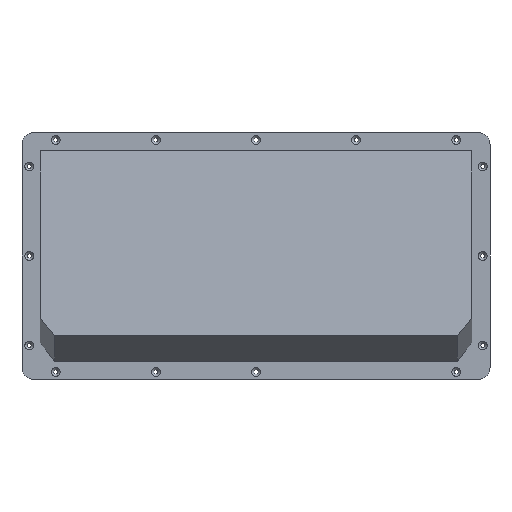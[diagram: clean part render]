
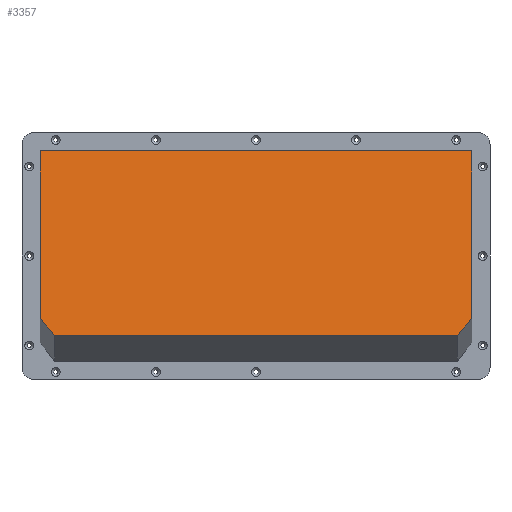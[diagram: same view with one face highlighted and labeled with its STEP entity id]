
A CAD part, front view. The second image highlights one B-rep face of the part: STEP entity #3357.
In plain terms, the highlighted planar face has unit normal (0, -0.99, 0.139).
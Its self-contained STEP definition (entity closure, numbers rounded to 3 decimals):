
#103=PLANE('',#3616);
#227=FACE_OUTER_BOUND('',#440,.T.);
#440=EDGE_LOOP('',(#2492,#2493,#2494,#2495,#2496,#2497));
#957=LINE('',#6631,#1191);
#961=LINE('',#6639,#1195);
#964=LINE('',#6645,#1198);
#965=LINE('',#6647,#1199);
#966=LINE('',#6649,#1200);
#967=LINE('',#6650,#1201);
#1191=VECTOR('',#4113,10.);
#1195=VECTOR('',#4119,10.);
#1198=VECTOR('',#4124,10.);
#1199=VECTOR('',#4125,10.);
#1200=VECTOR('',#4126,10.);
#1201=VECTOR('',#4127,10.);
#1553=VERTEX_POINT('',#6629);
#1554=VERTEX_POINT('',#6630);
#1557=VERTEX_POINT('',#6638);
#1559=VERTEX_POINT('',#6644);
#1560=VERTEX_POINT('',#6646);
#1561=VERTEX_POINT('',#6648);
#1929=EDGE_CURVE('',#1553,#1554,#957,.T.);
#1933=EDGE_CURVE('',#1557,#1554,#961,.T.);
#1936=EDGE_CURVE('',#1553,#1559,#964,.T.);
#1937=EDGE_CURVE('',#1559,#1560,#965,.T.);
#1938=EDGE_CURVE('',#1560,#1561,#966,.T.);
#1939=EDGE_CURVE('',#1557,#1561,#967,.T.);
#2492=ORIENTED_EDGE('',*,*,#1929,.F.);
#2493=ORIENTED_EDGE('',*,*,#1936,.T.);
#2494=ORIENTED_EDGE('',*,*,#1937,.T.);
#2495=ORIENTED_EDGE('',*,*,#1938,.T.);
#2496=ORIENTED_EDGE('',*,*,#1939,.F.);
#2497=ORIENTED_EDGE('',*,*,#1933,.T.);
#3357=ADVANCED_FACE('',(#227),#103,.F.);
#3616=AXIS2_PLACEMENT_3D('',#6643,#4122,#4123);
#4113=DIRECTION('',(-0.659,-0.105,-0.745));
#4119=DIRECTION('',(1.,0.,0.));
#4122=DIRECTION('center_axis',(0.,0.99,-0.139));
#4123=DIRECTION('ref_axis',(0.,0.139,0.99));
#4124=DIRECTION('',(0.,0.139,0.99));
#4125=DIRECTION('',(-1.,0.,0.));
#4126=DIRECTION('',(0.,-0.139,-0.99));
#4127=DIRECTION('',(-0.659,0.105,0.745));
#6629=CARTESIAN_POINT('',(313.,-22.193,-132.022));
#6630=CARTESIAN_POINT('',(303.,-23.781,-143.317));
#6631=CARTESIAN_POINT('',(285.236,-26.601,-163.381));
#6638=CARTESIAN_POINT('',(26.8,-23.781,-143.317));
#6639=CARTESIAN_POINT('',(90.85,-23.781,-143.317));
#6643=CARTESIAN_POINT('Origin',(164.9,-16.138,-88.938));
#6644=CARTESIAN_POINT('',(313.,-6.,-16.8));
#6645=CARTESIAN_POINT('',(313.,-21.011,-123.609));
#6646=CARTESIAN_POINT('',(16.8,-6.,-16.8));
#6647=CARTESIAN_POINT('',(313.,-6.,-16.8));
#6648=CARTESIAN_POINT('',(16.8,-22.193,-132.022));
#6649=CARTESIAN_POINT('',(16.8,-11.069,-52.869));
#6650=CARTESIAN_POINT('',(39.418,-25.784,-157.569));
